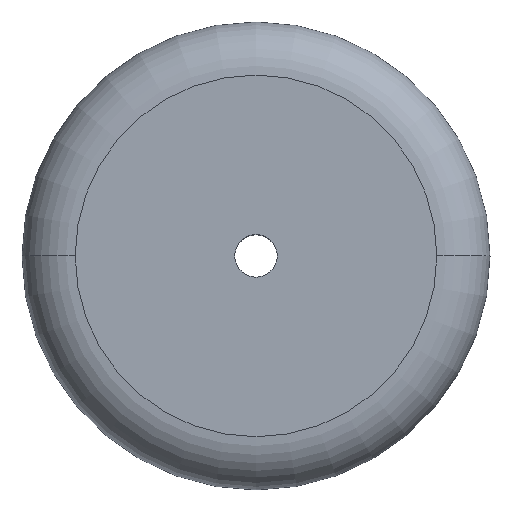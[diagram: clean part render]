
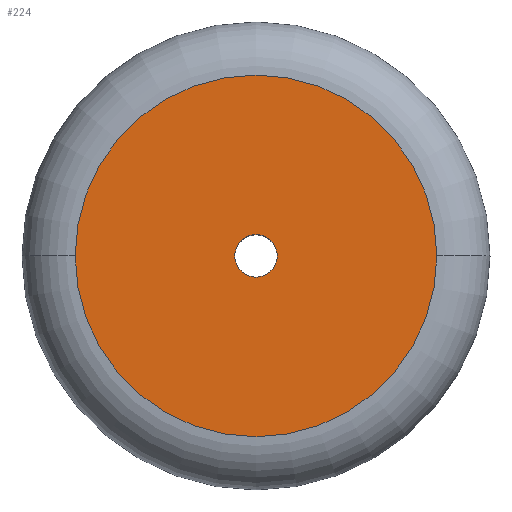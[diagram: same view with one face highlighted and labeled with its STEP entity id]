
A CAD part, top view. The second image highlights one B-rep face of the part: STEP entity #224.
In plain terms, the highlighted planar face has unit normal (0, 0, 1).
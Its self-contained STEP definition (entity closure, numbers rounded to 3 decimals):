
#1 = EDGE_CURVE ( 'NONE', #116, #268, #96, .T. ) ;
#2 = CARTESIAN_POINT ( 'NONE',  ( -85., 0., 50. ) ) ;
#25 = EDGE_LOOP ( 'NONE', ( #108, #68 ) ) ;
#37 = DIRECTION ( 'NONE',  ( 0., 0., 1. ) ) ;
#39 = DIRECTION ( 'NONE',  ( 0., 0., 1. ) ) ;
#53 = AXIS2_PLACEMENT_3D ( 'NONE', #288, #202, #83 ) ;
#57 = CARTESIAN_POINT ( 'NONE',  ( 0., 0., 50. ) ) ;
#67 = EDGE_CURVE ( 'NONE', #254, #106, #69, .T. ) ;
#68 = ORIENTED_EDGE ( 'NONE', *, *, #204, .F. ) ;
#69 = CIRCLE ( 'NONE', #53, 85. ) ;
#72 = CIRCLE ( 'NONE', #245, 10. ) ;
#75 = DIRECTION ( 'NONE',  ( 1., 0., 0. ) ) ;
#76 = FACE_BOUND ( 'NONE', #25, .T. ) ;
#83 = DIRECTION ( 'NONE',  ( 1., 0., 0. ) ) ;
#94 = AXIS2_PLACEMENT_3D ( 'NONE', #57, #39, #168 ) ;
#96 = CIRCLE ( 'NONE', #130, 10. ) ;
#97 = DIRECTION ( 'NONE',  ( 0., 0., 1. ) ) ;
#102 = DIRECTION ( 'NONE',  ( 0., 0., 1. ) ) ;
#106 = VERTEX_POINT ( 'NONE', #196 ) ;
#108 = ORIENTED_EDGE ( 'NONE', *, *, #1, .F. ) ;
#116 = VERTEX_POINT ( 'NONE', #266 ) ;
#119 = FACE_OUTER_BOUND ( 'NONE', #292, .T. ) ;
#122 = DIRECTION ( 'NONE',  ( 1., 0., 0. ) ) ;
#124 = CARTESIAN_POINT ( 'NONE',  ( 0., 0., 50. ) ) ;
#130 = AXIS2_PLACEMENT_3D ( 'NONE', #229, #102, #75 ) ;
#168 = DIRECTION ( 'NONE',  ( 1., 0., 0. ) ) ;
#179 = ORIENTED_EDGE ( 'NONE', *, *, #67, .T. ) ;
#182 = AXIS2_PLACEMENT_3D ( 'NONE', #124, #37, #122 ) ;
#184 = EDGE_CURVE ( 'NONE', #106, #254, #240, .T. ) ;
#190 = ORIENTED_EDGE ( 'NONE', *, *, #184, .T. ) ;
#196 = CARTESIAN_POINT ( 'NONE',  ( 85., 0., 50. ) ) ;
#202 = DIRECTION ( 'NONE',  ( 0., 0., 1. ) ) ;
#204 = EDGE_CURVE ( 'NONE', #268, #116, #72, .T. ) ;
#216 = PLANE ( 'NONE',  #94 ) ;
#224 = ADVANCED_FACE ( 'NONE', ( #119, #76 ), #216, .T. ) ;
#229 = CARTESIAN_POINT ( 'NONE',  ( 0., 0., 50. ) ) ;
#239 = CARTESIAN_POINT ( 'NONE',  ( 10., 0., 50. ) ) ;
#240 = CIRCLE ( 'NONE', #182, 85. ) ;
#245 = AXIS2_PLACEMENT_3D ( 'NONE', #287, #97, #267 ) ;
#254 = VERTEX_POINT ( 'NONE', #2 ) ;
#266 = CARTESIAN_POINT ( 'NONE',  ( -10., 0., 50. ) ) ;
#267 = DIRECTION ( 'NONE',  ( 1., 0., 0. ) ) ;
#268 = VERTEX_POINT ( 'NONE', #239 ) ;
#287 = CARTESIAN_POINT ( 'NONE',  ( 0., 0., 50. ) ) ;
#288 = CARTESIAN_POINT ( 'NONE',  ( 0., 0., 50. ) ) ;
#292 = EDGE_LOOP ( 'NONE', ( #190, #179 ) ) ;
